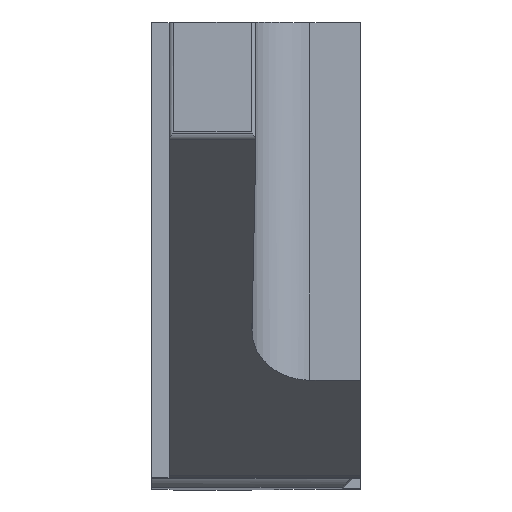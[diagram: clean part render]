
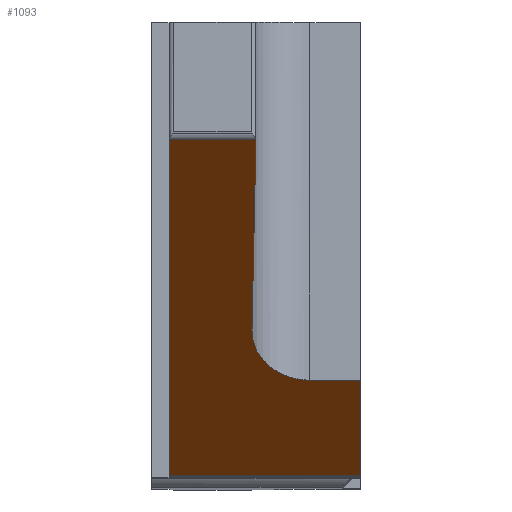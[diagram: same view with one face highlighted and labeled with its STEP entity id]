
A CAD part, top view. The second image highlights one B-rep face of the part: STEP entity #1093.
In plain terms, the highlighted planar face has unit normal (0, -0.766, 0.643).
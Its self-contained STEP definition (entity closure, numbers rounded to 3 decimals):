
#11 = CARTESIAN_POINT ( 'NONE',  ( 0., -2.167, 15. ) ) ;
#25 = ORIENTED_EDGE ( 'NONE', *, *, #274, .T. ) ;
#36 = ORIENTED_EDGE ( 'NONE', *, *, #929, .T. ) ;
#73 = CARTESIAN_POINT ( 'NONE',  ( -3.3, 1.961, 19.92 ) ) ;
#74 = VERTEX_POINT ( 'NONE', #1419 ) ;
#98 = VECTOR ( 'NONE', #1201, 1000. ) ;
#155 = VERTEX_POINT ( 'NONE', #862 ) ;
#166 = CARTESIAN_POINT ( 'NONE',  ( -1.801, 1.96, 19.919 ) ) ;
#210 = CARTESIAN_POINT ( 'NONE',  ( -1.805, 1.981, 19.943 ) ) ;
#218 = DIRECTION ( 'NONE',  ( 0., -0.643, -0.766 ) ) ;
#238 = CARTESIAN_POINT ( 'NONE',  ( 0., 2.018, 19.988 ) ) ;
#260 = CARTESIAN_POINT ( 'NONE',  ( -0.87, -2.167, 15. ) ) ;
#267 = DIRECTION ( 'NONE',  ( 0., -0.643, -0.766 ) ) ;
#274 = EDGE_CURVE ( 'NONE', #702, #295, #1160, .T. ) ;
#281 = EDGE_CURVE ( 'NONE', #74, #295, #914, .T. ) ;
#288 = VECTOR ( 'NONE', #492, 1000. ) ;
#294 = CARTESIAN_POINT ( 'NONE',  ( 0., -3.813, 13.039 ) ) ;
#295 = VERTEX_POINT ( 'NONE', #1206 ) ;
#310 = CARTESIAN_POINT ( 'NONE',  ( 0., -2.167, 15. ) ) ;
#313 = PLANE ( 'NONE',  #1274 ) ;
#320 = DIRECTION ( 'NONE',  ( 0., -0.766, 0.643 ) ) ;
#343 = CARTESIAN_POINT ( 'NONE',  ( 0., 2.018, 19.988 ) ) ;
#386 = CARTESIAN_POINT ( 'NONE',  ( -3.296, 1.981, 19.943 ) ) ;
#390 = CARTESIAN_POINT ( 'NONE',  ( -3.299, 1.975, 19.936 ) ) ;
#426 = CARTESIAN_POINT ( 'NONE',  ( -3.3, 1.968, 19.928 ) ) ;
#439 = ORIENTED_EDGE ( 'NONE', *, *, #1392, .F. ) ;
#443 = CARTESIAN_POINT ( 'NONE',  ( -3.3, 1.961, 19.92 ) ) ;
#492 = DIRECTION ( 'NONE',  ( 0.013, 0.643, 0.766 ) ) ;
#513 = CARTESIAN_POINT ( 'NONE',  ( -1.87, -1.313, 16.017 ) ) ;
#530 = VECTOR ( 'NONE', #1321, 1000. ) ;
#541 = ORIENTED_EDGE ( 'NONE', *, *, #710, .F. ) ;
#570 = VECTOR ( 'NONE', #668, 1000. ) ;
#571 = ORIENTED_EDGE ( 'NONE', *, *, #281, .F. ) ;
#584 = ORIENTED_EDGE ( 'NONE', *, *, #1028, .T. ) ;
#609 =( BOUNDED_CURVE ( )  B_SPLINE_CURVE ( 3, ( #711, #705, #690, #684 ),
 .UNSPECIFIED., .F., .T. ) 
 B_SPLINE_CURVE_WITH_KNOTS ( ( 4, 4 ),
 ( 4.415, 4.73 ),
 .UNSPECIFIED. ) 
 CURVE ( )  GEOMETRIC_REPRESENTATION_ITEM ( )  RATIONAL_B_SPLINE_CURVE ( ( 1., 0.992, 0.992, 1. ) ) 
 REPRESENTATION_ITEM ( '' )  );
#668 = DIRECTION ( 'NONE',  ( 1., 0., 0. ) ) ;
#672 = CARTESIAN_POINT ( 'NONE',  ( 0., 1.981, 19.943 ) ) ;
#680 = LINE ( 'NONE', #238, #769 ) ;
#684 = CARTESIAN_POINT ( 'NONE',  ( -1.801, 1.96, 19.919 ) ) ;
#690 = CARTESIAN_POINT ( 'NONE',  ( -1.801, 1.967, 19.927 ) ) ;
#702 = VERTEX_POINT ( 'NONE', #443 ) ;
#705 = CARTESIAN_POINT ( 'NONE',  ( -1.802, 1.974, 19.935 ) ) ;
#710 = EDGE_CURVE ( 'NONE', #702, #155, #1103, .T. ) ;
#711 = CARTESIAN_POINT ( 'NONE',  ( -1.805, 1.981, 19.943 ) ) ;
#764 = VECTOR ( 'NONE', #1037, 1000. ) ;
#769 = VECTOR ( 'NONE', #218, 1000. ) ;
#785 = EDGE_CURVE ( 'NONE', #1120, #74, #680, .T. ) ;
#812 = ORIENTED_EDGE ( 'NONE', *, *, #785, .F. ) ;
#818 = VERTEX_POINT ( 'NONE', #210 ) ;
#827 = VERTEX_POINT ( 'NONE', #166 ) ;
#862 = CARTESIAN_POINT ( 'NONE',  ( -3.296, 1.981, 19.943 ) ) ;
#863 = EDGE_LOOP ( 'NONE', ( #25, #571, #812, #36, #932, #584, #1076, #439, #541 ) ) ;
#873 = FACE_OUTER_BOUND ( 'NONE', #863, .T. ) ;
#901 = LINE ( 'NONE', #11, #764 ) ;
#914 = LINE ( 'NONE', #294, #530 ) ;
#929 = EDGE_CURVE ( 'NONE', #1120, #1110, #901, .T. ) ;
#932 = ORIENTED_EDGE ( 'NONE', *, *, #1195, .F. ) ;
#934 = LINE ( 'NONE', #672, #570 ) ;
#950 = CARTESIAN_POINT ( 'NONE',  ( -1.8, 2.033, 20.006 ) ) ;
#1013 = LINE ( 'NONE', #950, #288 ) ;
#1028 = EDGE_CURVE ( 'NONE', #1065, #827, #1013, .T. ) ;
#1037 = DIRECTION ( 'NONE',  ( -1., 0., 0. ) ) ;
#1065 = VERTEX_POINT ( 'NONE', #513 ) ;
#1076 = ORIENTED_EDGE ( 'NONE', *, *, #1389, .F. ) ;
#1093 = ADVANCED_FACE ( 'NONE', ( #873 ), #313, .T. ) ;
#1103 =( BOUNDED_CURVE ( )  B_SPLINE_CURVE ( 3, ( #73, #426, #390, #386 ),
 .UNSPECIFIED., .F., .T. ) 
 B_SPLINE_CURVE_WITH_KNOTS ( ( 4, 4 ),
 ( 1.571, 1.869 ),
 .UNSPECIFIED. ) 
 CURVE ( )  GEOMETRIC_REPRESENTATION_ITEM ( )  RATIONAL_B_SPLINE_CURVE ( ( 1., 0.993, 0.993, 1. ) ) 
 REPRESENTATION_ITEM ( '' )  );
#1110 = VERTEX_POINT ( 'NONE', #260 ) ;
#1120 = VERTEX_POINT ( 'NONE', #310 ) ;
#1160 = LINE ( 'NONE', #1384, #98 ) ;
#1165 =( BOUNDED_CURVE ( )  B_SPLINE_CURVE ( 3, ( #1408, #1406, #1391, #1380 ),
 .UNSPECIFIED., .F., .F. ) 
 B_SPLINE_CURVE_WITH_KNOTS ( ( 4, 4 ),
 ( 1.553, 3.142 ),
 .UNSPECIFIED. ) 
 CURVE ( )  GEOMETRIC_REPRESENTATION_ITEM ( )  RATIONAL_B_SPLINE_CURVE ( ( 1., 0.801, 0.801, 1. ) ) 
 REPRESENTATION_ITEM ( '' )  );
#1195 = EDGE_CURVE ( 'NONE', #1065, #1110, #1165, .T. ) ;
#1201 = DIRECTION ( 'NONE',  ( 0., -0.643, -0.766 ) ) ;
#1206 = CARTESIAN_POINT ( 'NONE',  ( -3.3, -3.813, 13.039 ) ) ;
#1274 = AXIS2_PLACEMENT_3D ( 'NONE', #343, #320, #267 ) ;
#1321 = DIRECTION ( 'NONE',  ( -1., 0., 0. ) ) ;
#1380 = CARTESIAN_POINT ( 'NONE',  ( -0.87, -2.167, 15. ) ) ;
#1384 = CARTESIAN_POINT ( 'NONE',  ( -3.3, 2.018, 19.988 ) ) ;
#1389 = EDGE_CURVE ( 'NONE', #818, #827, #609, .T. ) ;
#1391 = CARTESIAN_POINT ( 'NONE',  ( -1.464, -2.167, 15. ) ) ;
#1392 = EDGE_CURVE ( 'NONE', #155, #818, #934, .T. ) ;
#1406 = CARTESIAN_POINT ( 'NONE',  ( -1.88, -1.812, 15.424 ) ) ;
#1408 = CARTESIAN_POINT ( 'NONE',  ( -1.87, -1.313, 16.017 ) ) ;
#1419 = CARTESIAN_POINT ( 'NONE',  ( 0., -3.813, 13.039 ) ) ;
